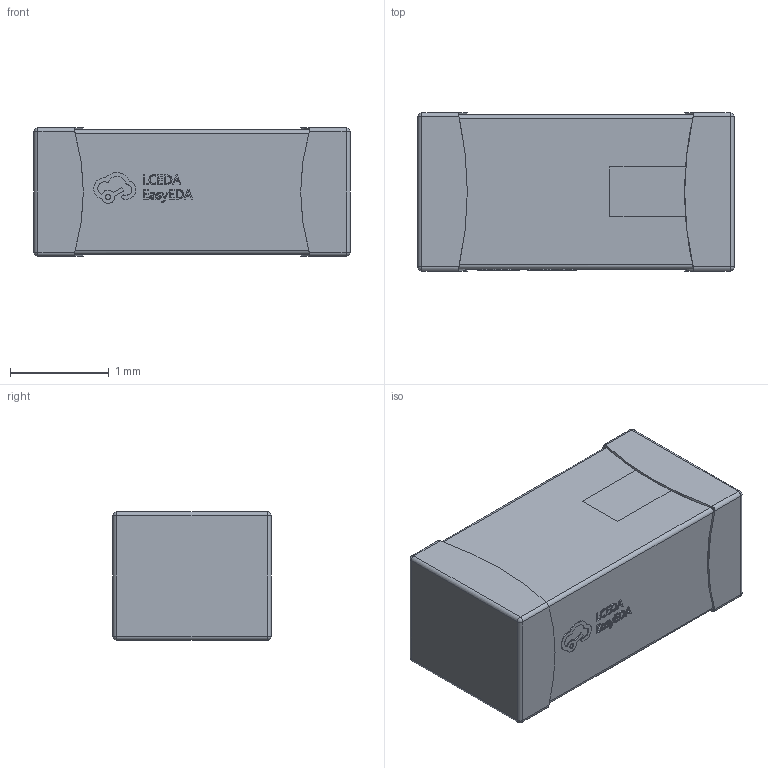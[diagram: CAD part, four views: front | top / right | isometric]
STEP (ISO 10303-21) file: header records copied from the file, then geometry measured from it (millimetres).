
FILE_DESCRIPTION (( 'STEP AP214' ), '1' );
FILE_NAME ('ANT-SMD_L3.2-W1.6-H1.3.step', '2022-06-14T10:03:51', ( '' ), ( '' ), 'SwSTEP 2.0', 'SolidWorks 2020', '' );
FILE_SCHEMA (( 'AUTOMOTIVE_DESIGN' ));
Length unit declared in the file: millimetre
Products named in the file (1): ANT-SMD_L3.2-W1.6-H1.3
Bounding box: 3.2 x 1.6 x 1.3 mm (x, y, z)
Volume: 6.4 mm3; surface area: 22.2 mm2
Topology: 1 solids, 1 shells, 291 faces, 796 edges, 518 vertices
Faces by surface type: plane 157, bspline 98, cylinder 28, sphere 8
Entity records: 12871 total; most frequent: CARTESIAN_POINT 3156, ORIENTED_EDGE 1576, DIRECTION 994, EDGE_CURVE 788, VERTEX_POINT 518, LINE 490, VECTOR 490, EDGE_LOOP 310
